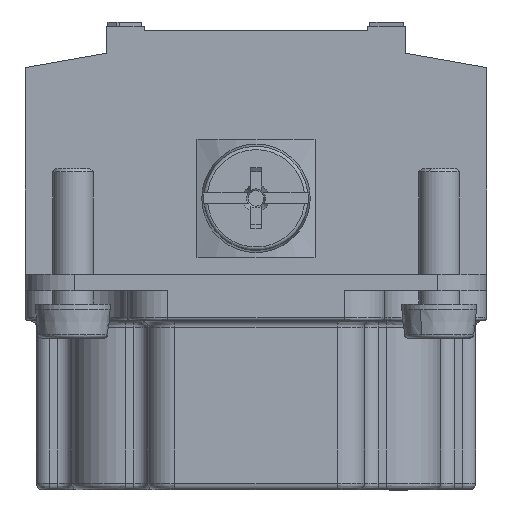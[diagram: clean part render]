
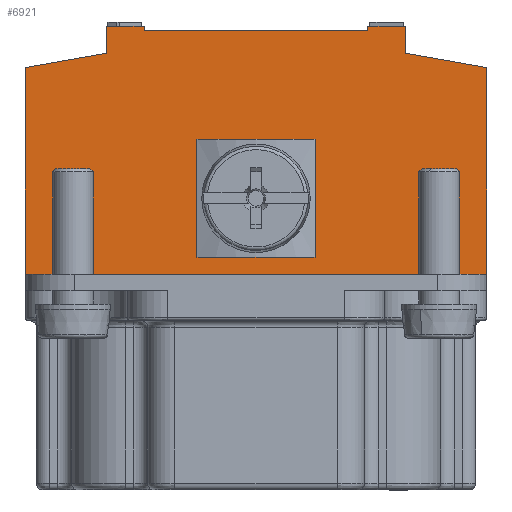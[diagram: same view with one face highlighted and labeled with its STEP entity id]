
A CAD part, left-side view. The second image highlights one B-rep face of the part: STEP entity #6921.
In plain terms, the highlighted planar face has unit normal (-1, 0, 0).
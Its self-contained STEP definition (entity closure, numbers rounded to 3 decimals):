
#4426=CIRCLE('',#37799,2.);
#6921=ADVANCED_FACE('F463',(#16698,#16699),#8813,.F.);
#8813=PLANE('',#37800);
#10413=LINE('',#50967,#13601);
#10414=LINE('',#50970,#13602);
#10415=LINE('',#50972,#13603);
#10416=LINE('',#50974,#13604);
#10417=LINE('',#50976,#13605);
#10418=LINE('',#50978,#13606);
#10419=LINE('',#50980,#13607);
#10420=LINE('',#50982,#13608);
#10421=LINE('',#50984,#13609);
#10422=LINE('',#50986,#13610);
#10423=LINE('',#50988,#13611);
#10424=LINE('',#50990,#13612);
#13601=VECTOR('',#40722,1.);
#13602=VECTOR('',#40723,1.);
#13603=VECTOR('',#40724,1.);
#13604=VECTOR('',#40725,1.);
#13605=VECTOR('',#40726,1.);
#13606=VECTOR('',#40727,1.);
#13607=VECTOR('',#40728,1.);
#13608=VECTOR('',#40729,1.);
#13609=VECTOR('',#40730,1.);
#13610=VECTOR('',#40731,1.);
#13611=VECTOR('',#40732,1.);
#13612=VECTOR('',#40733,1.);
#16698=FACE_BOUND('',#17176,.T.);
#16699=FACE_BOUND('',#17177,.T.);
#17176=EDGE_LOOP('',(#19892,#19893,#19894,#19895,#19896,#19897,#19898,#19899,
#19900,#19901,#19902,#19903));
#17177=EDGE_LOOP('',(#19904));
#19892=ORIENTED_EDGE('',*,*,#32654,.F.);
#19893=ORIENTED_EDGE('',*,*,#32655,.T.);
#19894=ORIENTED_EDGE('',*,*,#32656,.F.);
#19895=ORIENTED_EDGE('',*,*,#32657,.T.);
#19896=ORIENTED_EDGE('',*,*,#32658,.T.);
#19897=ORIENTED_EDGE('',*,*,#32659,.F.);
#19898=ORIENTED_EDGE('',*,*,#32660,.F.);
#19899=ORIENTED_EDGE('',*,*,#32661,.T.);
#19900=ORIENTED_EDGE('',*,*,#32662,.T.);
#19901=ORIENTED_EDGE('',*,*,#32663,.F.);
#19902=ORIENTED_EDGE('',*,*,#32664,.F.);
#19903=ORIENTED_EDGE('',*,*,#32665,.F.);
#19904=ORIENTED_EDGE('',*,*,#32666,.T.);
#29452=VERTEX_POINT('',#50968);
#29453=VERTEX_POINT('',#50969);
#29454=VERTEX_POINT('',#50971);
#29455=VERTEX_POINT('',#50973);
#29456=VERTEX_POINT('',#50975);
#29457=VERTEX_POINT('',#50977);
#29458=VERTEX_POINT('',#50979);
#29459=VERTEX_POINT('',#50981);
#29460=VERTEX_POINT('',#50983);
#29461=VERTEX_POINT('',#50985);
#29462=VERTEX_POINT('',#50987);
#29463=VERTEX_POINT('',#50989);
#29464=VERTEX_POINT('',#50992);
#32654=EDGE_CURVE('E1444',#29452,#29453,#10413,.T.);
#32655=EDGE_CURVE('',#29452,#29454,#10414,.T.);
#32656=EDGE_CURVE('',#29455,#29454,#10415,.T.);
#32657=EDGE_CURVE('',#29455,#29456,#10416,.T.);
#32658=EDGE_CURVE('',#29456,#29457,#10417,.T.);
#32659=EDGE_CURVE('',#29458,#29457,#10418,.T.);
#32660=EDGE_CURVE('',#29459,#29458,#10419,.T.);
#32661=EDGE_CURVE('',#29459,#29460,#10420,.T.);
#32662=EDGE_CURVE('',#29460,#29461,#10421,.T.);
#32663=EDGE_CURVE('',#29462,#29461,#10422,.T.);
#32664=EDGE_CURVE('',#29463,#29462,#10423,.T.);
#32665=EDGE_CURVE('E1445',#29453,#29463,#10424,.T.);
#32666=EDGE_CURVE('',#29464,#29464,#4426,.T.);
#37799=AXIS2_PLACEMENT_3D('',#50991,#40734,#40735);
#37800=AXIS2_PLACEMENT_3D('',#50993,#40736,#40737);
#40722=DIRECTION('',(0.,-0.985,0.174));
#40723=DIRECTION('',(0.,0.,-1.));
#40724=DIRECTION('',(0.,1.,0.));
#40725=DIRECTION('',(0.,0.,1.));
#40726=DIRECTION('',(0.,0.985,0.174));
#40727=DIRECTION('',(0.,0.,-1.));
#40728=DIRECTION('',(0.,-1.,0.));
#40729=DIRECTION('',(0.,0.,-1.));
#40730=DIRECTION('',(0.,1.,0.));
#40731=DIRECTION('',(0.,0.,-1.));
#40732=DIRECTION('',(0.,-1.,0.));
#40733=DIRECTION('',(0.,0.,1.));
#40734=DIRECTION('',(1.,0.,0.));
#40735=DIRECTION('',(0.,0.,-1.));
#40736=DIRECTION('',(1.,0.,0.));
#40737=DIRECTION('',(0.,1.,0.));
#50967=CARTESIAN_POINT('',(-46.5,16.691,18.697));
#50968=CARTESIAN_POINT('',(-46.5,17.,18.642));
#50969=CARTESIAN_POINT('',(-46.5,11.,19.7));
#50970=CARTESIAN_POINT('',(-46.5,17.,21.8));
#50971=CARTESIAN_POINT('',(-46.5,17.,3.4));
#50972=CARTESIAN_POINT('',(-46.5,12.7,3.4));
#50973=CARTESIAN_POINT('',(-46.5,-17.,3.4));
#50974=CARTESIAN_POINT('',(-46.5,-17.,8.75));
#50975=CARTESIAN_POINT('',(-46.5,-17.,18.642));
#50976=CARTESIAN_POINT('',(-46.5,-10.483,19.791));
#50977=CARTESIAN_POINT('',(-46.5,-11.,19.7));
#50978=CARTESIAN_POINT('',(-46.5,-11.,20.2));
#50979=CARTESIAN_POINT('',(-46.5,-11.,21.7));
#50980=CARTESIAN_POINT('',(-46.5,12.7,21.7));
#50981=CARTESIAN_POINT('',(-46.5,-8.25,21.7));
#50982=CARTESIAN_POINT('',(-46.5,-8.25,21.7));
#50983=CARTESIAN_POINT('',(-46.5,-8.25,21.4));
#50984=CARTESIAN_POINT('',(-46.5,7.81,21.4));
#50985=CARTESIAN_POINT('',(-46.5,8.25,21.4));
#50986=CARTESIAN_POINT('',(-46.5,8.25,21.4));
#50987=CARTESIAN_POINT('',(-46.5,8.25,21.7));
#50988=CARTESIAN_POINT('',(-46.5,12.7,21.7));
#50989=CARTESIAN_POINT('',(-46.5,11.,21.7));
#50990=CARTESIAN_POINT('',(-46.5,11.,20.2));
#50991=CARTESIAN_POINT('',(-46.5,0.,9.));
#50992=CARTESIAN_POINT('',(-46.5,0.,7.));
#50993=CARTESIAN_POINT('',(-46.5,12.7,21.8));
